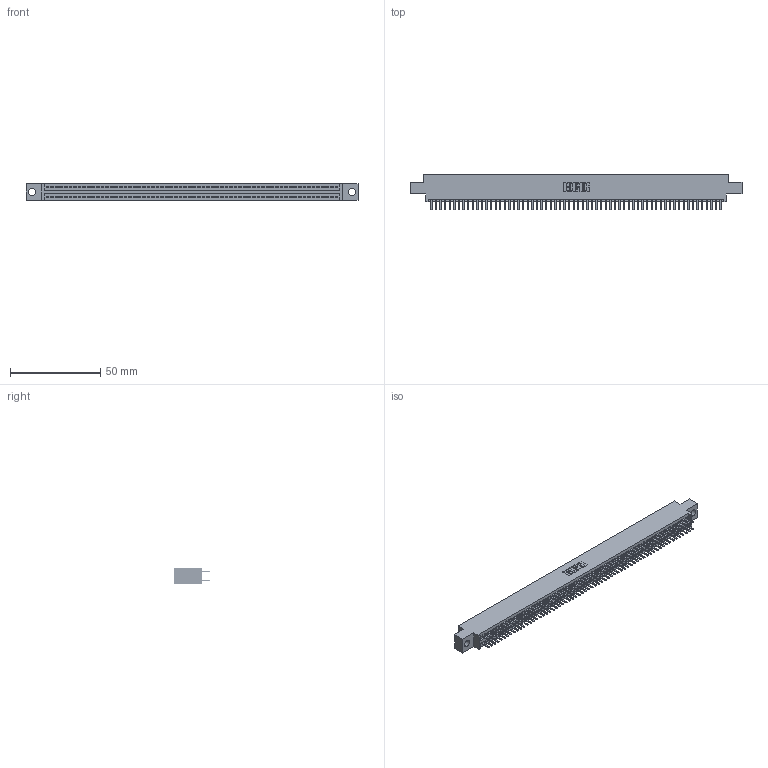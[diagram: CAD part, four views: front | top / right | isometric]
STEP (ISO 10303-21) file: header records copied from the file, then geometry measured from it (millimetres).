
FILE_DESCRIPTION (( 'STEP AP203' ), '1' );
FILE_NAME ('395-128-520-804.STEP', '2021-06-17T23:21:06', ( '' ), ( '' ), 'SwSTEP 2.0', 'SolidWorks 2020', '' );
FILE_SCHEMA (( 'CONFIG_CONTROL_DESIGN' ));
Length unit declared in the file: inch
Products named in the file (3): 345-292-001_345-293-120; 345 Part_0.170 Offset - 0.156 Dia-TI; 395-128-520-804
Assembly tree (129 placements, depth 2):
  395-128-520-804
    345 Part_0.170 Offset - 0.156 Dia-TI
    345-292-001_345-293-120  x128
Bounding box: 183.77 x 19.68 x 9.4 mm (x, y, z)
Volume: 17780.1 mm3; surface area: 26583.5 mm2
Topology: 129 solids, 129 shells, 7056 faces, 20485 edges, 13314 vertices
Faces by surface type: plane 4578, cylinder 2478
Entity records: 47919 total; most frequent: CARTESIAN_POINT 8030, ORIENTED_EDGE 7950, DIRECTION 7039, EDGE_CURVE 3975, LINE 3583, VECTOR 3583, VERTEX_POINT 2646, AXIS2_PLACEMENT_3D 1728
